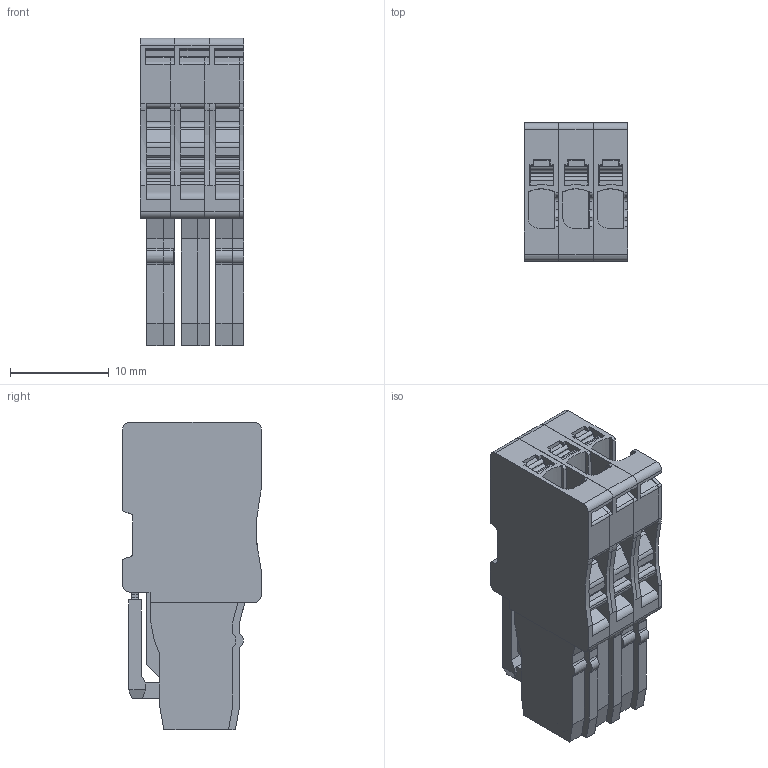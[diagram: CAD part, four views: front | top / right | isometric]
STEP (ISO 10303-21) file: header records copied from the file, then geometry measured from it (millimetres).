
FILE_DESCRIPTION(('CATIA V5R24 STEP','CAx-IF Rec.Pracs.--- Model Styling and Organization---1.2---2011-12-15'),'2;1');
FILE_NAME ('D1462761_0', '2017-07-20T05:58:42+00:00', ('Weidmueller Interface'), ('Weidmueller'), 'CATIA Version 5-6 Release 2014 SP4 HF52', 'CATIA V5 STEP AP214', 'none');
FILE_SCHEMA(('AUTOMOTIVE_DESIGN { 1 0 10303 214 1 1 1 1 }'));
Length unit declared in the file: millimetre
Products named in the file (1): v5-standard_part
Bounding box: 10.5 x 14 x 31.15 mm (x, y, z)
Volume: 2830.4 mm3; surface area: 5219.7 mm2
Topology: 7 solids, 9 shells, 1293 faces, 3574 edges, 2341 vertices
Faces by surface type: plane 709, cylinder 560, torus 18, sphere 6
Entity records: 39772 total; most frequent: CARTESIAN_POINT 7762, ORIENTED_EDGE 7136, DIRECTION 5668, EDGE_CURVE 3568, VECTOR 2420, LINE 2420, VERTEX_POINT 2341, AXIS2_PLACEMENT_3D 2129
